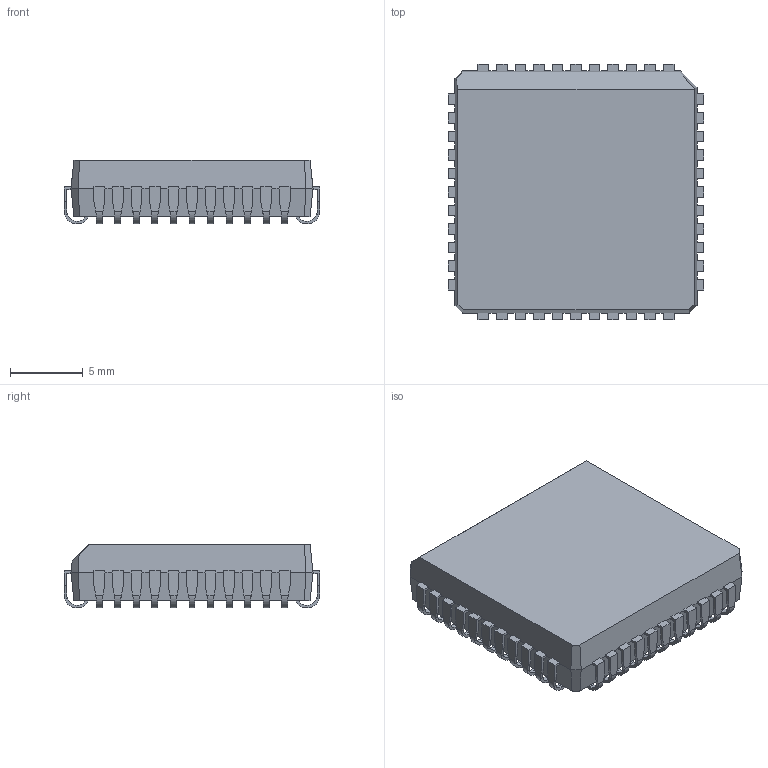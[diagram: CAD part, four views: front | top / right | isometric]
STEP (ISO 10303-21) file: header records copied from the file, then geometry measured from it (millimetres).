
FILE_DESCRIPTION (( 'STEP AP214' ), '1' );
FILE_NAME ('4E4536FD-40F7-4F91-BC22-92BD8C21CAF3.STEP', '2009-04-15T20:03:49', ( 'SysAdmin' ), ( 'SolidWorks' ), 'SwSTEP 2.0', 'SolidWorks 2009', '' );
FILE_SCHEMA (( 'AUTOMOTIVE_DESIGN' ));
Length unit declared in the file: millimetre
Products named in the file (1): 4E4536FD-40F7-4F91-BC22-92BD8C21CAF3
Bounding box: 17.52 x 17.52 x 4.38 mm (x, y, z)
Volume: 1045.2 mm3; surface area: 1014 mm2
Topology: 1 solids, 1 shells, 635 faces, 2023 edges, 1346 vertices
Faces by surface type: plane 459, cylinder 176
Entity records: 22613 total; most frequent: CARTESIAN_POINT 4533, ORIENTED_EDGE 4046, DIRECTION 3471, EDGE_CURVE 2023, LINE 1495, VECTOR 1495, VERTEX_POINT 1346, AXIS2_PLACEMENT_3D 988
